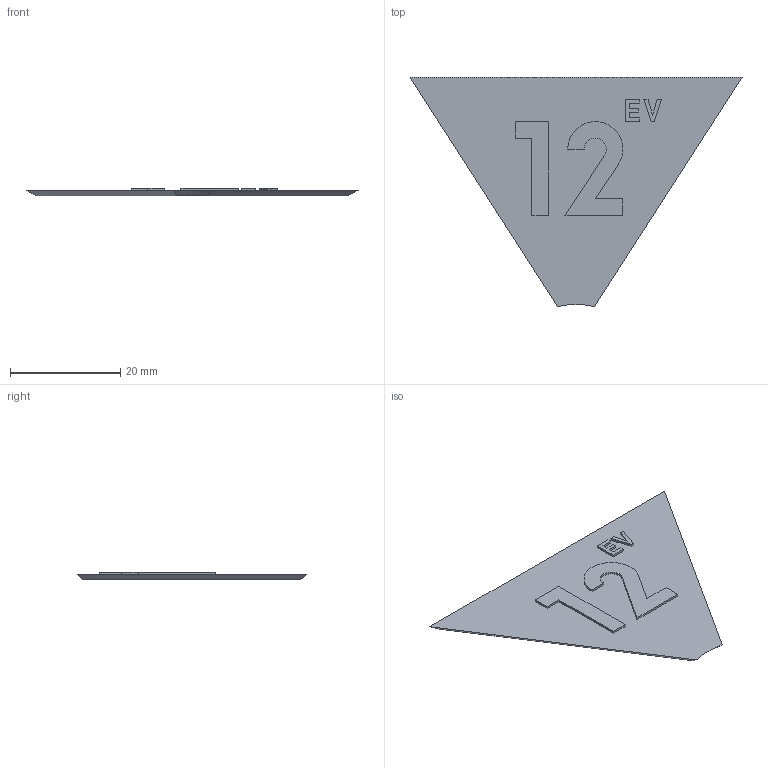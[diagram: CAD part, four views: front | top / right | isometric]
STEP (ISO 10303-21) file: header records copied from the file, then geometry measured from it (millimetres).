
FILE_DESCRIPTION (( 'STEP AP214' ), '1' );
FILE_NAME ('label2.STEP', '2023-06-16T22:29:01', ( '' ), ( '' ), 'SwSTEP 2.0', 'SolidWorks 2021', '' );
FILE_SCHEMA (( 'AUTOMOTIVE_DESIGN' ));
Length unit declared in the file: millimetre
Products named in the file (1): label2
Bounding box: 60.2 x 41.53 x 1.4 mm (x, y, z)
Volume: 1372.2 mm3; surface area: 3232 mm2
Topology: 5 solids, 5 shells, 49 faces, 117 edges, 78 vertices
Faces by surface type: plane 44, cylinder 4, cone 1
Entity records: 1473 total; most frequent: CARTESIAN_POINT 251, ORIENTED_EDGE 234, DIRECTION 225, EDGE_CURVE 117, LINE 105, VECTOR 105, VERTEX_POINT 78, AXIS2_PLACEMENT_3D 60
